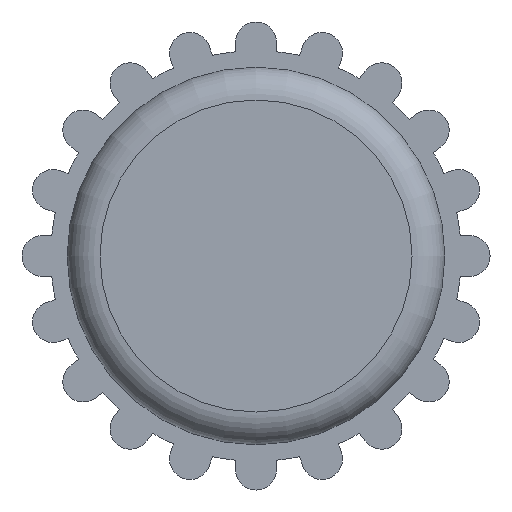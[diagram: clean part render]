
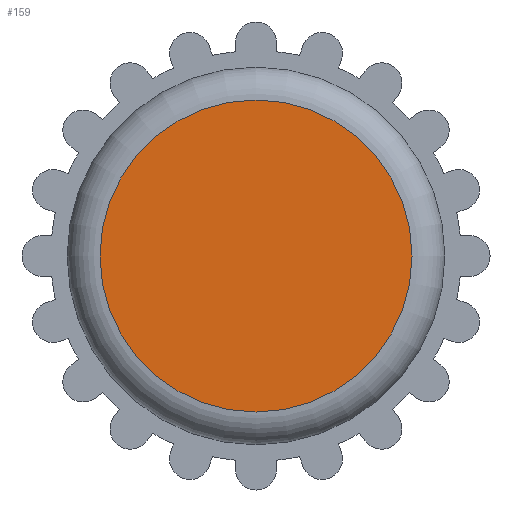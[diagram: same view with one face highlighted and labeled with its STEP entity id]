
A CAD part, front view. The second image highlights one B-rep face of the part: STEP entity #159.
In plain terms, the highlighted planar face has unit normal (0, -1, 0).
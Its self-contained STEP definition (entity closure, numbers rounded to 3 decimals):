
#159 = ADVANCED_FACE( '', ( #377 ), #378, .F. );
#377 = FACE_OUTER_BOUND( '', #650, .T. );
#378 = PLANE( '', #651 );
#650 = EDGE_LOOP( '', ( #1107 ) );
#651 = AXIS2_PLACEMENT_3D( '', #1108, #1109, #1110 );
#1107 = ORIENTED_EDGE( '', *, *, #1822, .T. );
#1108 = CARTESIAN_POINT( '', ( 9.5, 0., 0. ) );
#1109 = DIRECTION( '', ( 0., 1., 0. ) );
#1110 = DIRECTION( '', ( 0., 0., 1. ) );
#1822 = EDGE_CURVE( '', #2264, #2264, #2265, .T. );
#2264 = VERTEX_POINT( '', #2836 );
#2265 = CIRCLE( '', #2837, 9.5 );
#2836 = CARTESIAN_POINT( '', ( 0., 0., -9.5 ) );
#2837 = AXIS2_PLACEMENT_3D( '', #3390, #3391, #3392 );
#3390 = CARTESIAN_POINT( '', ( 0., 0., 0. ) );
#3391 = DIRECTION( '', ( 0., -1., 0. ) );
#3392 = DIRECTION( '', ( 0., 0., -1. ) );
